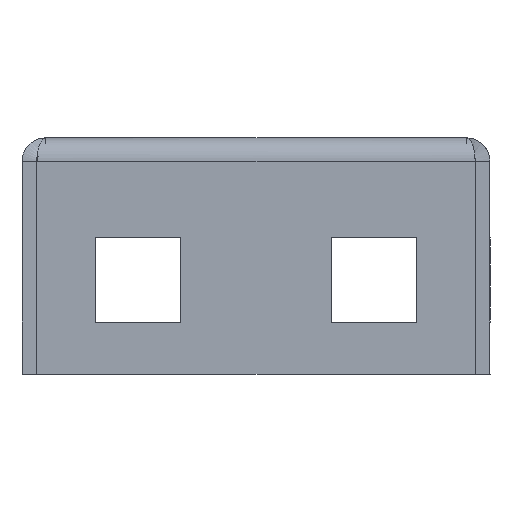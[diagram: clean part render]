
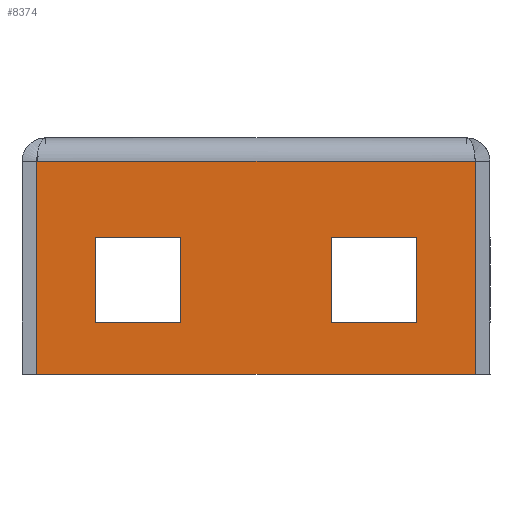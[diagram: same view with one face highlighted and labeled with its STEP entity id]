
A CAD part, left-side view. The second image highlights one B-rep face of the part: STEP entity #8374.
In plain terms, the highlighted planar face has unit normal (-1, 0, 0).
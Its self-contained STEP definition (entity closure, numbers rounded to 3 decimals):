
#374 = CARTESIAN_POINT ( 'NONE',  ( -206., -17., -19.5 ) ) ;
#906 = CARTESIAN_POINT ( 'NONE',  ( -206., -8., -10.5 ) ) ;
#966 = DIRECTION ( 'NONE',  ( 0., 1., 0. ) ) ;
#990 = CARTESIAN_POINT ( 'NONE',  ( -206., -17., -19.5 ) ) ;
#1206 = EDGE_CURVE ( 'NONE', #10763, #3285, #5026, .T. ) ;
#1215 = CARTESIAN_POINT ( 'NONE',  ( -206., 8., -10.5 ) ) ;
#1217 = LINE ( 'NONE', #5587, #10143 ) ;
#1307 = EDGE_CURVE ( 'NONE', #6939, #4218, #11100, .T. ) ;
#1536 = LINE ( 'NONE', #7974, #6541 ) ;
#1565 = CARTESIAN_POINT ( 'NONE',  ( -206., -8., -10.5 ) ) ;
#1603 = DIRECTION ( 'NONE',  ( 0., 0., 1. ) ) ;
#1848 = CARTESIAN_POINT ( 'NONE',  ( -206., 2084.75, -25. ) ) ;
#1880 = EDGE_CURVE ( 'NONE', #2296, #3107, #6645, .T. ) ;
#1923 = EDGE_CURVE ( 'NONE', #4218, #5160, #3383, .T. ) ;
#1977 = LINE ( 'NONE', #8413, #3328 ) ;
#2063 = DIRECTION ( 'NONE',  ( 0., -1., 0. ) ) ;
#2136 = DIRECTION ( 'NONE',  ( 0., 0., 1. ) ) ;
#2296 = VERTEX_POINT ( 'NONE', #906 ) ;
#2411 = CARTESIAN_POINT ( 'NONE',  ( -206., 8., -10.5 ) ) ;
#2432 = ORIENTED_EDGE ( 'NONE', *, *, #1880, .T. ) ;
#2435 = DIRECTION ( 'NONE',  ( 0., -1., 0. ) ) ;
#2604 = LINE ( 'NONE', #6177, #6672 ) ;
#2711 = LINE ( 'NONE', #1215, #10170 ) ;
#2844 = CARTESIAN_POINT ( 'NONE',  ( -206., 2084.75, -2.5 ) ) ;
#2855 = CARTESIAN_POINT ( 'NONE',  ( -206., 17., -19.5 ) ) ;
#2995 = VECTOR ( 'NONE', #2435, 1000. ) ;
#3098 = CARTESIAN_POINT ( 'NONE',  ( -206., 23.179, -25. ) ) ;
#3107 = VERTEX_POINT ( 'NONE', #6123 ) ;
#3122 = ORIENTED_EDGE ( 'NONE', *, *, #1307, .F. ) ;
#3285 = VERTEX_POINT ( 'NONE', #5749 ) ;
#3328 = VECTOR ( 'NONE', #4979, 1000. ) ;
#3383 = LINE ( 'NONE', #5928, #5555 ) ;
#3417 = DIRECTION ( 'NONE',  ( 0., 0., -1. ) ) ;
#3642 = EDGE_LOOP ( 'NONE', ( #3122, #3911, #8606, #9554 ) ) ;
#3670 = DIRECTION ( 'NONE',  ( 0., -1., 0. ) ) ;
#3703 = DIRECTION ( 'NONE',  ( 0., 1., 0. ) ) ;
#3753 = ORIENTED_EDGE ( 'NONE', *, *, #7298, .T. ) ;
#3911 = ORIENTED_EDGE ( 'NONE', *, *, #9293, .F. ) ;
#4018 = LINE ( 'NONE', #7810, #5779 ) ;
#4153 = VERTEX_POINT ( 'NONE', #2411 ) ;
#4187 = CARTESIAN_POINT ( 'NONE',  ( -206., -17., -10.5 ) ) ;
#4218 = VERTEX_POINT ( 'NONE', #8636 ) ;
#4518 = ORIENTED_EDGE ( 'NONE', *, *, #1206, .T. ) ;
#4625 = FACE_OUTER_BOUND ( 'NONE', #3642, .T. ) ;
#4677 = VECTOR ( 'NONE', #1603, 1000. ) ;
#4702 = AXIS2_PLACEMENT_3D ( 'NONE', #1848, #9698, #9731 ) ;
#4979 = DIRECTION ( 'NONE',  ( 0., 0., 1. ) ) ;
#5026 = LINE ( 'NONE', #374, #10971 ) ;
#5074 = DIRECTION ( 'NONE',  ( 0., 0., -1. ) ) ;
#5160 = VERTEX_POINT ( 'NONE', #8670 ) ;
#5236 = VERTEX_POINT ( 'NONE', #8855 ) ;
#5346 = VERTEX_POINT ( 'NONE', #3098 ) ;
#5449 = CARTESIAN_POINT ( 'NONE',  ( -206., 23.179, -2.5 ) ) ;
#5555 = VECTOR ( 'NONE', #3417, 1000. ) ;
#5564 = EDGE_CURVE ( 'NONE', #3285, #2296, #7654, .T. ) ;
#5587 = CARTESIAN_POINT ( 'NONE',  ( -206., 23.179, -25. ) ) ;
#5749 = CARTESIAN_POINT ( 'NONE',  ( -206., -8., -19.5 ) ) ;
#5779 = VECTOR ( 'NONE', #5074, 1000. ) ;
#5879 = ORIENTED_EDGE ( 'NONE', *, *, #11032, .T. ) ;
#5928 = CARTESIAN_POINT ( 'NONE',  ( -206., -23.179, -25. ) ) ;
#6123 = CARTESIAN_POINT ( 'NONE',  ( -206., -17., -10.5 ) ) ;
#6177 = CARTESIAN_POINT ( 'NONE',  ( -206., 2084.75, -25. ) ) ;
#6245 = FACE_BOUND ( 'NONE', #10481, .T. ) ;
#6522 = FACE_BOUND ( 'NONE', #7804, .T. ) ;
#6541 = VECTOR ( 'NONE', #966, 1000. ) ;
#6645 = LINE ( 'NONE', #4187, #2995 ) ;
#6672 = VECTOR ( 'NONE', #2063, 1000. ) ;
#6879 = VERTEX_POINT ( 'NONE', #8029 ) ;
#6939 = VERTEX_POINT ( 'NONE', #5449 ) ;
#7088 = LINE ( 'NONE', #10912, #10990 ) ;
#7189 = EDGE_CURVE ( 'NONE', #5236, #4153, #7088, .T. ) ;
#7298 = EDGE_CURVE ( 'NONE', #6879, #9168, #1536, .T. ) ;
#7401 = ORIENTED_EDGE ( 'NONE', *, *, #5564, .T. ) ;
#7411 = EDGE_CURVE ( 'NONE', #5346, #5160, #2604, .T. ) ;
#7654 = LINE ( 'NONE', #1565, #4677 ) ;
#7803 = ORIENTED_EDGE ( 'NONE', *, *, #8518, .T. ) ;
#7804 = EDGE_LOOP ( 'NONE', ( #2432, #8013, #4518, #7401 ) ) ;
#7810 = CARTESIAN_POINT ( 'NONE',  ( -206., -17., -10.5 ) ) ;
#7836 = PLANE ( 'NONE',  #4702 ) ;
#7974 = CARTESIAN_POINT ( 'NONE',  ( -206., 17., -19.5 ) ) ;
#8013 = ORIENTED_EDGE ( 'NONE', *, *, #10626, .T. ) ;
#8029 = CARTESIAN_POINT ( 'NONE',  ( -206., 8., -19.5 ) ) ;
#8374 = ADVANCED_FACE ( 'NONE', ( #6522, #6245, #4625 ), #7836, .F. ) ;
#8413 = CARTESIAN_POINT ( 'NONE',  ( -206., 17., -10.5 ) ) ;
#8518 = EDGE_CURVE ( 'NONE', #4153, #6879, #2711, .T. ) ;
#8569 = VECTOR ( 'NONE', #3670, 1000. ) ;
#8606 = ORIENTED_EDGE ( 'NONE', *, *, #7411, .T. ) ;
#8636 = CARTESIAN_POINT ( 'NONE',  ( -206., -23.179, -2.5 ) ) ;
#8670 = CARTESIAN_POINT ( 'NONE',  ( -206., -23.179, -25. ) ) ;
#8855 = CARTESIAN_POINT ( 'NONE',  ( -206., 17., -10.5 ) ) ;
#8904 = DIRECTION ( 'NONE',  ( 0., 0., -1. ) ) ;
#8954 = ORIENTED_EDGE ( 'NONE', *, *, #7189, .T. ) ;
#9168 = VERTEX_POINT ( 'NONE', #2855 ) ;
#9293 = EDGE_CURVE ( 'NONE', #5346, #6939, #1217, .T. ) ;
#9554 = ORIENTED_EDGE ( 'NONE', *, *, #1923, .F. ) ;
#9698 = DIRECTION ( 'NONE',  ( 1., 0., 0. ) ) ;
#9731 = DIRECTION ( 'NONE',  ( 0., 0., -1. ) ) ;
#10143 = VECTOR ( 'NONE', #2136, 1000. ) ;
#10167 = DIRECTION ( 'NONE',  ( 0., -1., 0. ) ) ;
#10170 = VECTOR ( 'NONE', #8904, 1000. ) ;
#10481 = EDGE_LOOP ( 'NONE', ( #5879, #8954, #7803, #3753 ) ) ;
#10626 = EDGE_CURVE ( 'NONE', #3107, #10763, #4018, .T. ) ;
#10763 = VERTEX_POINT ( 'NONE', #990 ) ;
#10912 = CARTESIAN_POINT ( 'NONE',  ( -206., 17., -10.5 ) ) ;
#10971 = VECTOR ( 'NONE', #3703, 1000. ) ;
#10990 = VECTOR ( 'NONE', #10167, 1000. ) ;
#11032 = EDGE_CURVE ( 'NONE', #9168, #5236, #1977, .T. ) ;
#11100 = LINE ( 'NONE', #2844, #8569 ) ;
